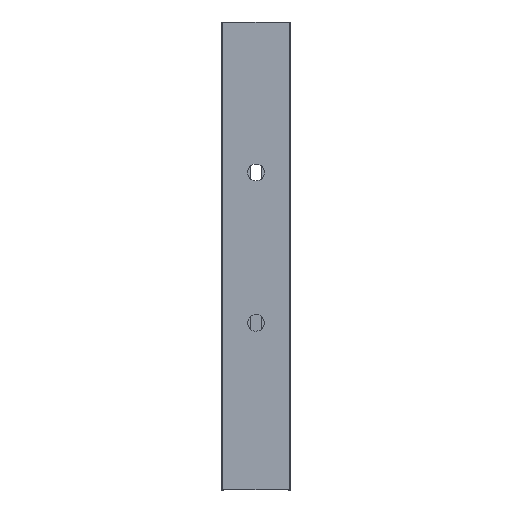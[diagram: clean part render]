
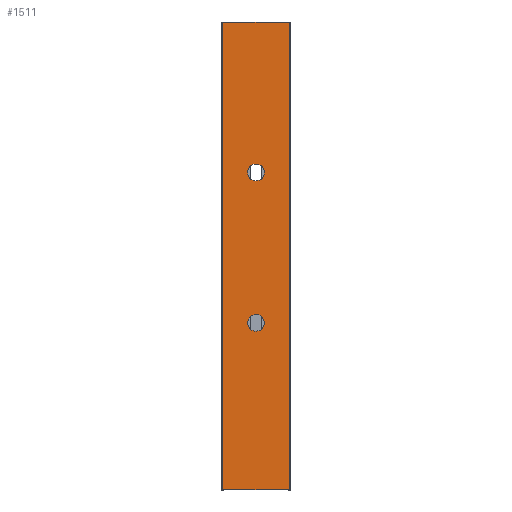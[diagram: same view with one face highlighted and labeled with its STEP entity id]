
A CAD part, left-side view. The second image highlights one B-rep face of the part: STEP entity #1511.
In plain terms, the highlighted free-form (B-spline) face has degree [1, 1] with [2, 2] control points.
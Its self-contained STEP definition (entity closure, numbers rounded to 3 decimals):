
#1070 = VERTEX_POINT('',#1071);
#1071 = CARTESIAN_POINT('',(5.206,10.083,
    104.202));
#1089 = VERTEX_POINT('',#1090);
#1090 = CARTESIAN_POINT('',(5.206,10.083,
    113.083));
#1095 = EDGE_CURVE('',#1089,#1070,#1096,.T.);
#1096 = ( BOUNDED_CURVE() B_SPLINE_CURVE(2,(#1097,#1098,#1099,#1100,
#1101),.UNSPECIFIED.,.F.,.F.) B_SPLINE_CURVE_WITH_KNOTS((3,2,3),(
    3.142,4.712,6.283),
.PIECEWISE_BEZIER_KNOTS.) CURVE() GEOMETRIC_REPRESENTATION_ITEM() 
RATIONAL_B_SPLINE_CURVE((1.,0.707,1.,0.707,1.)) 
REPRESENTATION_ITEM('') );
#1097 = CARTESIAN_POINT('',(5.206,10.083,
    113.083));
#1098 = CARTESIAN_POINT('',(5.206,5.643,
    113.083));
#1099 = CARTESIAN_POINT('',(5.206,5.643,
    108.643));
#1100 = CARTESIAN_POINT('',(5.206,5.643,
    104.202));
#1101 = CARTESIAN_POINT('',(5.206,10.083,
    104.202));
#1118 = VERTEX_POINT('',#1119);
#1119 = CARTESIAN_POINT('',(5.206,10.083,
    24.279));
#1137 = VERTEX_POINT('',#1138);
#1138 = CARTESIAN_POINT('',(5.206,10.083,
    33.159));
#1143 = EDGE_CURVE('',#1137,#1118,#1144,.T.);
#1144 = ( BOUNDED_CURVE() B_SPLINE_CURVE(2,(#1145,#1146,#1147,#1148,
#1149),.UNSPECIFIED.,.F.,.F.) B_SPLINE_CURVE_WITH_KNOTS((3,2,3),(
    3.142,4.712,6.283),
.PIECEWISE_BEZIER_KNOTS.) CURVE() GEOMETRIC_REPRESENTATION_ITEM() 
RATIONAL_B_SPLINE_CURVE((1.,0.707,1.,0.707,1.)) 
REPRESENTATION_ITEM('') );
#1145 = CARTESIAN_POINT('',(5.206,10.083,
    33.159));
#1146 = CARTESIAN_POINT('',(5.206,5.643,
    33.159));
#1147 = CARTESIAN_POINT('',(5.206,5.643,
    28.719));
#1148 = CARTESIAN_POINT('',(5.206,5.643,
    24.279));
#1149 = CARTESIAN_POINT('',(5.206,10.083,
    24.279));
#1488 = VERTEX_POINT('',#1489);
#1489 = CARTESIAN_POINT('',(5.206,27.844,-60.085
    ));
#1494 = EDGE_CURVE('',#1495,#1488,#1497,.T.);
#1495 = VERTEX_POINT('',#1496);
#1496 = CARTESIAN_POINT('',(5.206,27.844,188.566
    ));
#1497 = B_SPLINE_CURVE_WITH_KNOTS('',1,(#1498,#1499),.UNSPECIFIED.,.F.,
  .F.,(2,2),(-0.,280.),.PIECEWISE_BEZIER_KNOTS.);
#1498 = CARTESIAN_POINT('',(5.206,27.844,188.566
    ));
#1499 = CARTESIAN_POINT('',(5.206,27.844,-60.085
    ));
#1511 = ADVANCED_FACE('',(#1512,#1523,#1534),#1556,.F.);
#1512 = FACE_BOUND('',#1513,.T.);
#1513 = EDGE_LOOP('',(#1514,#1522));
#1514 = ORIENTED_EDGE('',*,*,#1515,.T.);
#1515 = EDGE_CURVE('',#1070,#1089,#1516,.T.);
#1516 = ( BOUNDED_CURVE() B_SPLINE_CURVE(2,(#1517,#1518,#1519,#1520,
#1521),.UNSPECIFIED.,.F.,.F.) B_SPLINE_CURVE_WITH_KNOTS((3,2,3),(0.,
1.571,3.142),.PIECEWISE_BEZIER_KNOTS.) CURVE() 
GEOMETRIC_REPRESENTATION_ITEM() RATIONAL_B_SPLINE_CURVE((1.,
0.707,1.,0.707,1.)) REPRESENTATION_ITEM('') );
#1517 = CARTESIAN_POINT('',(5.206,10.083,
    104.202));
#1518 = CARTESIAN_POINT('',(5.206,14.523,
    104.202));
#1519 = CARTESIAN_POINT('',(5.206,14.523,
    108.643));
#1520 = CARTESIAN_POINT('',(5.206,14.523,
    113.083));
#1521 = CARTESIAN_POINT('',(5.206,10.083,
    113.083));
#1522 = ORIENTED_EDGE('',*,*,#1095,.T.);
#1523 = FACE_BOUND('',#1524,.T.);
#1524 = EDGE_LOOP('',(#1525,#1533));
#1525 = ORIENTED_EDGE('',*,*,#1526,.T.);
#1526 = EDGE_CURVE('',#1118,#1137,#1527,.T.);
#1527 = ( BOUNDED_CURVE() B_SPLINE_CURVE(2,(#1528,#1529,#1530,#1531,
#1532),.UNSPECIFIED.,.F.,.F.) B_SPLINE_CURVE_WITH_KNOTS((3,2,3),(0.,
1.571,3.142),.PIECEWISE_BEZIER_KNOTS.) CURVE() 
GEOMETRIC_REPRESENTATION_ITEM() RATIONAL_B_SPLINE_CURVE((1.,
0.707,1.,0.707,1.)) REPRESENTATION_ITEM('') );
#1528 = CARTESIAN_POINT('',(5.206,10.083,
    24.279));
#1529 = CARTESIAN_POINT('',(5.206,14.523,
    24.279));
#1530 = CARTESIAN_POINT('',(5.206,14.523,
    28.719));
#1531 = CARTESIAN_POINT('',(5.206,14.523,
    33.159));
#1532 = CARTESIAN_POINT('',(5.206,10.083,
    33.159));
#1533 = ORIENTED_EDGE('',*,*,#1143,.T.);
#1534 = FACE_BOUND('',#1535,.T.);
#1535 = EDGE_LOOP('',(#1536,#1543,#1550,#1555));
#1536 = ORIENTED_EDGE('',*,*,#1537,.T.);
#1537 = EDGE_CURVE('',#1488,#1538,#1540,.T.);
#1538 = VERTEX_POINT('',#1539);
#1539 = CARTESIAN_POINT('',(5.206,-7.678,
    -60.085));
#1540 = B_SPLINE_CURVE_WITH_KNOTS('',1,(#1541,#1542),.UNSPECIFIED.,.F.,
  .F.,(2,2),(-40.,-0.),.PIECEWISE_BEZIER_KNOTS.);
#1541 = CARTESIAN_POINT('',(5.206,27.844,-60.085
    ));
#1542 = CARTESIAN_POINT('',(5.206,-7.678,
    -60.085));
#1543 = ORIENTED_EDGE('',*,*,#1544,.F.);
#1544 = EDGE_CURVE('',#1545,#1538,#1547,.T.);
#1545 = VERTEX_POINT('',#1546);
#1546 = CARTESIAN_POINT('',(5.206,-7.678,
    188.566));
#1547 = B_SPLINE_CURVE_WITH_KNOTS('',1,(#1548,#1549),.UNSPECIFIED.,.F.,
  .F.,(2,2),(-0.,280.),.PIECEWISE_BEZIER_KNOTS.);
#1548 = CARTESIAN_POINT('',(5.206,-7.678,
    188.566));
#1549 = CARTESIAN_POINT('',(5.206,-7.678,
    -60.085));
#1550 = ORIENTED_EDGE('',*,*,#1551,.F.);
#1551 = EDGE_CURVE('',#1495,#1545,#1552,.T.);
#1552 = B_SPLINE_CURVE_WITH_KNOTS('',1,(#1553,#1554),.UNSPECIFIED.,.F.,
  .F.,(2,2),(-40.,-0.),.PIECEWISE_BEZIER_KNOTS.);
#1553 = CARTESIAN_POINT('',(5.206,27.844,188.566
    ));
#1554 = CARTESIAN_POINT('',(5.206,-7.678,
    188.566));
#1555 = ORIENTED_EDGE('',*,*,#1494,.T.);
#1556 = B_SPLINE_SURFACE_WITH_KNOTS('',1,1,(
    (#1557,#1558)
    ,(#1559,#1560
    )),.UNSPECIFIED.,.F.,.F.,.F.,(2,2),(2,2),(0.,280.),(0.,40.),
  .PIECEWISE_BEZIER_KNOTS.);
#1557 = CARTESIAN_POINT('',(5.206,-7.678,
    188.566));
#1558 = CARTESIAN_POINT('',(5.206,27.844,188.566
    ));
#1559 = CARTESIAN_POINT('',(5.206,-7.678,
    -60.085));
#1560 = CARTESIAN_POINT('',(5.206,27.844,-60.085
    ));
